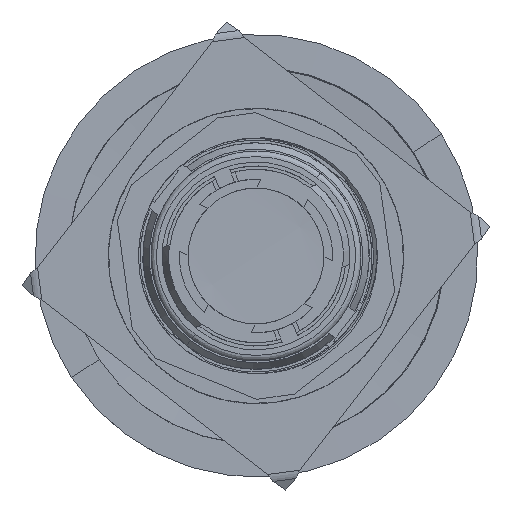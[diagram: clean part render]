
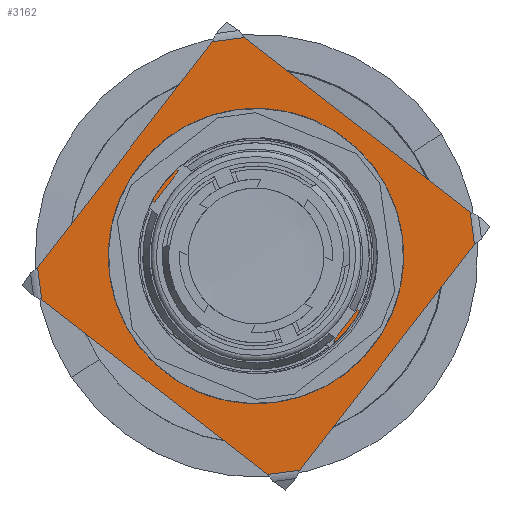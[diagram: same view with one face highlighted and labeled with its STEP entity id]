
A CAD part, front view. The second image highlights one B-rep face of the part: STEP entity #3162.
In plain terms, the highlighted face is planar.
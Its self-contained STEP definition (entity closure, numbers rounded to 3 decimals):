
#4 = ORIENTED_EDGE ( 'NONE', *, *, #13664, .T. ) ;
#268 = EDGE_CURVE ( 'NONE', #25814, #23513, #9768, .T. ) ;
#389 = LINE ( 'NONE', #9647, #20522 ) ;
#505 = VECTOR ( 'NONE', #11636, 1000. ) ;
#776 = LINE ( 'NONE', #5680, #24527 ) ;
#834 = CARTESIAN_POINT ( 'NONE',  ( -15., 15., 0. ) ) ;
#1379 = VERTEX_POINT ( 'NONE', #13223 ) ;
#1465 = EDGE_CURVE ( 'NONE', #23291, #11732, #1807, .T. ) ;
#1469 = VECTOR ( 'NONE', #8955, 1000. ) ;
#1522 = VECTOR ( 'NONE', #19673, 1000. ) ;
#1651 = CARTESIAN_POINT ( 'NONE',  ( 15., 15., 0. ) ) ;
#1670 = VECTOR ( 'NONE', #14299, 1000. ) ;
#1807 = LINE ( 'NONE', #3329, #505 ) ;
#2273 = CIRCLE ( 'NONE', #18119, 11. ) ;
#2419 = LINE ( 'NONE', #834, #3401 ) ;
#2851 = ORIENTED_EDGE ( 'NONE', *, *, #23532, .T. ) ;
#3101 = LINE ( 'NONE', #27286, #1469 ) ;
#3162 = ADVANCED_FACE ( 'NONE', ( #15925, #20881 ), #18310, .F. ) ;
#3218 = DIRECTION ( 'NONE',  ( 1., 0., 0. ) ) ;
#3309 = VERTEX_POINT ( 'NONE', #27201 ) ;
#3329 = CARTESIAN_POINT ( 'NONE',  ( 1.8, 10.852, 0. ) ) ;
#3401 = VECTOR ( 'NONE', #15756, 1000. ) ;
#3825 = VECTOR ( 'NONE', #24829, 1000. ) ;
#4128 = LINE ( 'NONE', #11950, #12032 ) ;
#4454 = AXIS2_PLACEMENT_3D ( 'NONE', #15337, #15054, #17281 ) ;
#4589 = VERTEX_POINT ( 'NONE', #12866 ) ;
#4844 = CARTESIAN_POINT ( 'NONE',  ( -1.8, 15., 0. ) ) ;
#4962 = VERTEX_POINT ( 'NONE', #5641 ) ;
#5018 = ORIENTED_EDGE ( 'NONE', *, *, #7742, .F. ) ;
#5403 = CARTESIAN_POINT ( 'NONE',  ( 12.924, -15., 0. ) ) ;
#5641 = CARTESIAN_POINT ( 'NONE',  ( -1.8, -10.25, 0. ) ) ;
#5643 = CARTESIAN_POINT ( 'NONE',  ( -15., 15., 0. ) ) ;
#5680 = CARTESIAN_POINT ( 'NONE',  ( 12.924, -15., 0. ) ) ;
#5899 = CARTESIAN_POINT ( 'NONE',  ( 11., 0., 0. ) ) ;
#5907 = CARTESIAN_POINT ( 'NONE',  ( -1.8, -10.25, 0. ) ) ;
#5996 = CARTESIAN_POINT ( 'NONE',  ( -15., -12.924, 0. ) ) ;
#6491 = CARTESIAN_POINT ( 'NONE',  ( -15., -12.924, 0. ) ) ;
#6536 = VERTEX_POINT ( 'NONE', #5996 ) ;
#7071 = EDGE_CURVE ( 'NONE', #23513, #9155, #2273, .T. ) ;
#7250 = EDGE_CURVE ( 'NONE', #6536, #12777, #17503, .T. ) ;
#7446 = ORIENTED_EDGE ( 'NONE', *, *, #9485, .T. ) ;
#7742 = EDGE_CURVE ( 'NONE', #14109, #4589, #25145, .T. ) ;
#7957 = CARTESIAN_POINT ( 'NONE',  ( 15., 12.924, 0. ) ) ;
#8391 = VECTOR ( 'NONE', #24537, 1000. ) ;
#8597 = EDGE_CURVE ( 'NONE', #11661, #12777, #3101, .T. ) ;
#8782 = CARTESIAN_POINT ( 'NONE',  ( -1.8, -10.852, 0. ) ) ;
#8955 = DIRECTION ( 'NONE',  ( -1., 0., 0. ) ) ;
#9155 = VERTEX_POINT ( 'NONE', #5899 ) ;
#9253 = CARTESIAN_POINT ( 'NONE',  ( 1.8, -10.25, 0. ) ) ;
#9279 = VECTOR ( 'NONE', #11695, 1000. ) ;
#9485 = EDGE_CURVE ( 'NONE', #6536, #3309, #2419, .T. ) ;
#9647 = CARTESIAN_POINT ( 'NONE',  ( -15., 15., 0. ) ) ;
#9734 = LINE ( 'NONE', #7957, #3825 ) ;
#9768 = LINE ( 'NONE', #23907, #1522 ) ;
#10360 = EDGE_LOOP ( 'NONE', ( #12099, #7446, #18809, #2851, #13283, #13726, #10565, #11559 ) ) ;
#10565 = ORIENTED_EDGE ( 'NONE', *, *, #22631, .F. ) ;
#10610 = LINE ( 'NONE', #5907, #9279 ) ;
#10656 = LINE ( 'NONE', #17592, #20235 ) ;
#11362 = EDGE_CURVE ( 'NONE', #24138, #16401, #18197, .T. ) ;
#11559 = ORIENTED_EDGE ( 'NONE', *, *, #8597, .T. ) ;
#11636 = DIRECTION ( 'NONE',  ( 0., -1., 0. ) ) ;
#11661 = VERTEX_POINT ( 'NONE', #5403 ) ;
#11695 = DIRECTION ( 'NONE',  ( 1., 0., 0. ) ) ;
#11732 = VERTEX_POINT ( 'NONE', #19817 ) ;
#11818 = DIRECTION ( 'NONE',  ( 1., 0., 0. ) ) ;
#11950 = CARTESIAN_POINT ( 'NONE',  ( -12.924, 15., 0. ) ) ;
#12032 = VECTOR ( 'NONE', #24395, 1000. ) ;
#12091 = ORIENTED_EDGE ( 'NONE', *, *, #268, .T. ) ;
#12099 = ORIENTED_EDGE ( 'NONE', *, *, #7250, .F. ) ;
#12777 = VERTEX_POINT ( 'NONE', #20275 ) ;
#12798 = EDGE_LOOP ( 'NONE', ( #17196, #5018, #27084, #21656, #17297, #12091, #26173, #4, #23219 ) ) ;
#12866 = CARTESIAN_POINT ( 'NONE',  ( -1.8, 10.25, 0. ) ) ;
#12922 = VECTOR ( 'NONE', #13251, 1000. ) ;
#13223 = CARTESIAN_POINT ( 'NONE',  ( 12.924, 15., 0. ) ) ;
#13251 = DIRECTION ( 'NONE',  ( 0., -1., 0. ) ) ;
#13283 = ORIENTED_EDGE ( 'NONE', *, *, #15452, .F. ) ;
#13664 = EDGE_CURVE ( 'NONE', #9155, #23291, #17805, .T. ) ;
#13726 = ORIENTED_EDGE ( 'NONE', *, *, #11362, .T. ) ;
#14109 = VERTEX_POINT ( 'NONE', #24134 ) ;
#14299 = DIRECTION ( 'NONE',  ( 0., -1., 0. ) ) ;
#14373 = CARTESIAN_POINT ( 'NONE',  ( -1.8, 10.25, 0. ) ) ;
#14516 = CARTESIAN_POINT ( 'NONE',  ( 0., 0., 0. ) ) ;
#14800 = DIRECTION ( 'NONE',  ( 0., 0., 1. ) ) ;
#15054 = DIRECTION ( 'NONE',  ( 0., 0., 1. ) ) ;
#15073 = DIRECTION ( 'NONE',  ( 0.707, -0.707, 0. ) ) ;
#15292 = CARTESIAN_POINT ( 'NONE',  ( 15., -12.924, 0. ) ) ;
#15337 = CARTESIAN_POINT ( 'NONE',  ( 0., 0., 0. ) ) ;
#15452 = EDGE_CURVE ( 'NONE', #24138, #1379, #9734, .T. ) ;
#15547 = DIRECTION ( 'NONE',  ( 0., 1., 0. ) ) ;
#15756 = DIRECTION ( 'NONE',  ( 0., 1., 0. ) ) ;
#15857 = VERTEX_POINT ( 'NONE', #8782 ) ;
#15925 = FACE_OUTER_BOUND ( 'NONE', #10360, .T. ) ;
#16401 = VERTEX_POINT ( 'NONE', #15292 ) ;
#16536 = EDGE_CURVE ( 'NONE', #25076, #3309, #4128, .T. ) ;
#16627 = CARTESIAN_POINT ( 'NONE',  ( 1.8, 10.852, 0. ) ) ;
#17196 = ORIENTED_EDGE ( 'NONE', *, *, #22012, .T. ) ;
#17281 = DIRECTION ( 'NONE',  ( 1., 0., 0. ) ) ;
#17297 = ORIENTED_EDGE ( 'NONE', *, *, #18262, .T. ) ;
#17503 = LINE ( 'NONE', #6491, #19474 ) ;
#17585 = CIRCLE ( 'NONE', #4454, 11. ) ;
#17592 = CARTESIAN_POINT ( 'NONE',  ( -1.8, -10.25, 0. ) ) ;
#17805 = CIRCLE ( 'NONE', #21244, 11. ) ;
#18001 = DIRECTION ( 'NONE',  ( 0., 0., 1. ) ) ;
#18119 = AXIS2_PLACEMENT_3D ( 'NONE', #14516, #14800, #27224 ) ;
#18197 = LINE ( 'NONE', #1651, #1670 ) ;
#18262 = EDGE_CURVE ( 'NONE', #4962, #25814, #10610, .T. ) ;
#18310 = PLANE ( 'NONE',  #20318 ) ;
#18809 = ORIENTED_EDGE ( 'NONE', *, *, #16536, .F. ) ;
#19474 = VECTOR ( 'NONE', #15073, 1000. ) ;
#19673 = DIRECTION ( 'NONE',  ( 0., -1., 0. ) ) ;
#19817 = CARTESIAN_POINT ( 'NONE',  ( 1.8, 10.25, 0. ) ) ;
#20011 = CARTESIAN_POINT ( 'NONE',  ( 0., 0., 0. ) ) ;
#20235 = VECTOR ( 'NONE', #15547, 1000. ) ;
#20275 = CARTESIAN_POINT ( 'NONE',  ( -12.924, -15., 0. ) ) ;
#20318 = AXIS2_PLACEMENT_3D ( 'NONE', #5643, #20402, #11818 ) ;
#20402 = DIRECTION ( 'NONE',  ( 0., 0., 1. ) ) ;
#20522 = VECTOR ( 'NONE', #24238, 1000. ) ;
#20525 = DIRECTION ( 'NONE',  ( 0.707, 0.707, 0. ) ) ;
#20574 = CARTESIAN_POINT ( 'NONE',  ( -12.924, 15., 0. ) ) ;
#20881 = FACE_BOUND ( 'NONE', #12798, .T. ) ;
#21244 = AXIS2_PLACEMENT_3D ( 'NONE', #20011, #18001, #3218 ) ;
#21656 = ORIENTED_EDGE ( 'NONE', *, *, #22789, .T. ) ;
#22012 = EDGE_CURVE ( 'NONE', #11732, #4589, #22531, .T. ) ;
#22460 = CARTESIAN_POINT ( 'NONE',  ( 1.8, -10.852, 0. ) ) ;
#22531 = LINE ( 'NONE', #14373, #8391 ) ;
#22631 = EDGE_CURVE ( 'NONE', #11661, #16401, #776, .T. ) ;
#22789 = EDGE_CURVE ( 'NONE', #15857, #4962, #10656, .T. ) ;
#23219 = ORIENTED_EDGE ( 'NONE', *, *, #1465, .T. ) ;
#23291 = VERTEX_POINT ( 'NONE', #16627 ) ;
#23513 = VERTEX_POINT ( 'NONE', #22460 ) ;
#23532 = EDGE_CURVE ( 'NONE', #25076, #1379, #389, .T. ) ;
#23907 = CARTESIAN_POINT ( 'NONE',  ( 1.8, -10.25, 0. ) ) ;
#24134 = CARTESIAN_POINT ( 'NONE',  ( -1.8, 10.852, 0. ) ) ;
#24138 = VERTEX_POINT ( 'NONE', #25146 ) ;
#24238 = DIRECTION ( 'NONE',  ( 1., 0., 0. ) ) ;
#24395 = DIRECTION ( 'NONE',  ( -0.707, -0.707, 0. ) ) ;
#24527 = VECTOR ( 'NONE', #20525, 1000. ) ;
#24537 = DIRECTION ( 'NONE',  ( -1., 0., 0. ) ) ;
#24829 = DIRECTION ( 'NONE',  ( -0.707, 0.707, 0. ) ) ;
#25076 = VERTEX_POINT ( 'NONE', #20574 ) ;
#25145 = LINE ( 'NONE', #4844, #12922 ) ;
#25146 = CARTESIAN_POINT ( 'NONE',  ( 15., 12.924, 0. ) ) ;
#25814 = VERTEX_POINT ( 'NONE', #9253 ) ;
#26173 = ORIENTED_EDGE ( 'NONE', *, *, #7071, .T. ) ;
#26709 = EDGE_CURVE ( 'NONE', #14109, #15857, #17585, .T. ) ;
#27084 = ORIENTED_EDGE ( 'NONE', *, *, #26709, .T. ) ;
#27201 = CARTESIAN_POINT ( 'NONE',  ( -15., 12.924, 0. ) ) ;
#27224 = DIRECTION ( 'NONE',  ( 1., 0., 0. ) ) ;
#27286 = CARTESIAN_POINT ( 'NONE',  ( -15., -15., 0. ) ) ;
